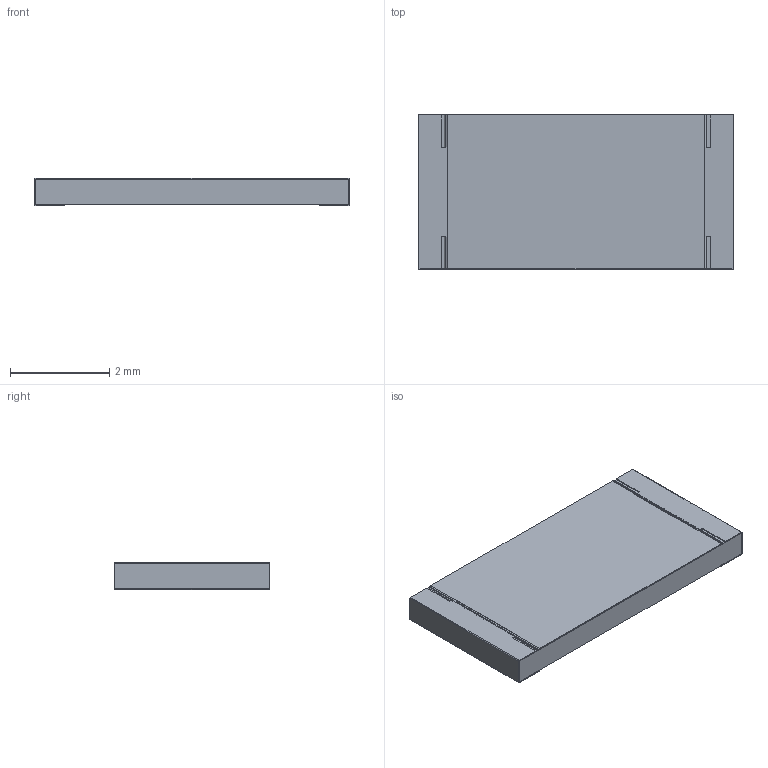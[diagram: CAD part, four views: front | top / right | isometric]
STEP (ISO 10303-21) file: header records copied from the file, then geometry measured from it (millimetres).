
FILE_DESCRIPTION(/* description */ ('Unknown'),/* implementation_level */ '2;1');
FILE_NAME(/* name */ 'R_2512',/* time_stamp */ '2024-03-17T13:17:44+02:00',/* author */ ('Unknown'),/* organization */ ('Unknown'),/* preprocessor_version */ 'ST-DEVELOPER v18.1',/* originating_system */ 'Solid Edge',/* authorisation */ 'Unknown');
FILE_SCHEMA (('AUTOMOTIVE_DESIGN {1 0 10303 214 3 1 1}'));
Length unit declared in the file: millimetre
Products named in the file (4): R_2512; 2512_body; 2512_pad; 2512_resist
Assembly tree (4 placements, depth 2):
  R_2512
    2512_body
    2512_pad  x2
    2512_resist
Bounding box: 6.35 x 3.1 x 0.55 mm (x, y, z)
Volume: 10.6 mm3; surface area: 102.7 mm2
Topology: 4 solids, 4 shells, 52 faces, 132 edges, 88 vertices
Faces by surface type: plane 40, cylinder 12
Entity records: 1150 total; most frequent: DIRECTION 185, CARTESIAN_POINT 185, ORIENTED_EDGE 174, EDGE_CURVE 87, LINE 69, VECTOR 69, VERTEX_POINT 58, AXIS2_PLACEMENT_3D 58
